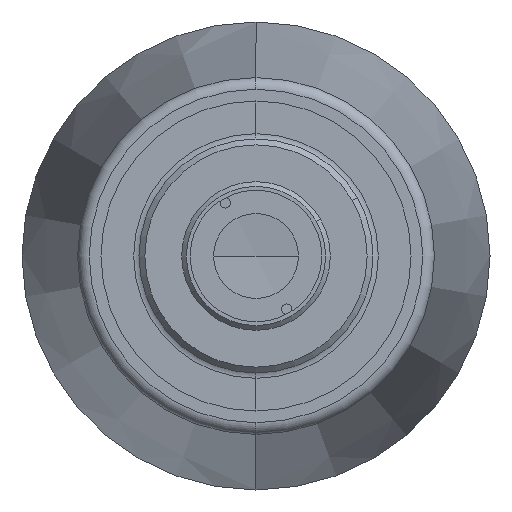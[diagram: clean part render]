
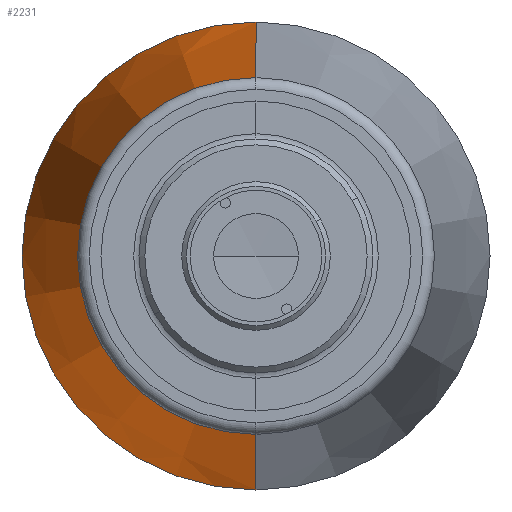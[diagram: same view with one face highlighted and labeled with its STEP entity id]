
A CAD part, left-side view. The second image highlights one B-rep face of the part: STEP entity #2231.
In plain terms, the highlighted conical face has half-angle 8.65 degrees and reference radius 25.985 mm.
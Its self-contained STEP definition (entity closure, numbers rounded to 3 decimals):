
#2192 = EDGE_CURVE ( 'NONE', #2334, #2207, #3721, .T. ) ;
#2207 = VERTEX_POINT ( 'NONE', #3857 ) ;
#2230 = VERTEX_POINT ( 'NONE', #3920 ) ;
#2231 = ADVANCED_FACE ( 'NONE', ( #4008 ), #3924, .T. ) ;
#2233 = ORIENTED_EDGE ( 'NONE', *, *, #2238, .F. ) ;
#2234 = ORIENTED_EDGE ( 'NONE', *, *, #2258, .T. ) ;
#2235 = EDGE_CURVE ( 'NONE', #2246, #2230, #4060, .T. ) ;
#2237 = ORIENTED_EDGE ( 'NONE', *, *, #2235, .F. ) ;
#2238 = EDGE_CURVE ( 'NONE', #2334, #2246, #4054, .T. ) ;
#2243 = ORIENTED_EDGE ( 'NONE', *, *, #2192, .T. ) ;
#2246 = VERTEX_POINT ( 'NONE', #3905 ) ;
#2258 = EDGE_CURVE ( 'NONE', #2207, #2230, #3955, .T. ) ;
#2334 = VERTEX_POINT ( 'NONE', #4282 ) ;
#2391 = EDGE_LOOP ( 'NONE', ( #2243, #2234, #2237, #2233 ) ) ;
#3706 = DIRECTION ( 'NONE',  ( 0., 0., -1. ) ) ;
#3707 = DIRECTION ( 'NONE',  ( 1., 0., 0. ) ) ;
#3721 = CIRCLE ( 'NONE', #3736, 25.985 ) ;
#3736 = AXIS2_PLACEMENT_3D ( 'NONE', #3801, #3707, #3706 ) ;
#3801 = CARTESIAN_POINT ( 'NONE',  ( 122.176, 0., 0. ) ) ;
#3857 = CARTESIAN_POINT ( 'NONE',  ( 122.176, 0., 25.985 ) ) ;
#3905 = CARTESIAN_POINT ( 'NONE',  ( 214.306, 0., -40. ) ) ;
#3920 = CARTESIAN_POINT ( 'NONE',  ( 214.306, 0., 40. ) ) ;
#3924 = CONICAL_SURFACE ( 'NONE', #3926, 25.985, 0.151 ) ;
#3926 = AXIS2_PLACEMENT_3D ( 'NONE', #3995, #3997, #4014 ) ;
#3952 = DIRECTION ( 'NONE',  ( 0.989, 0., 0.15 ) ) ;
#3953 = VECTOR ( 'NONE', #3952, 1000. ) ;
#3954 = CARTESIAN_POINT ( 'NONE',  ( 122.176, 0., 25.985 ) ) ;
#3955 = LINE ( 'NONE', #3954, #3953 ) ;
#3995 = CARTESIAN_POINT ( 'NONE',  ( 122.176, 0., 0. ) ) ;
#3997 = DIRECTION ( 'NONE',  ( 1., 0., 0. ) ) ;
#4008 = FACE_OUTER_BOUND ( 'NONE', #2391, .T. ) ;
#4014 = DIRECTION ( 'NONE',  ( 0., 0., -1. ) ) ;
#4051 = DIRECTION ( 'NONE',  ( 0.989, 0., -0.15 ) ) ;
#4052 = VECTOR ( 'NONE', #4051, 1000. ) ;
#4053 = CARTESIAN_POINT ( 'NONE',  ( 122.176, 0., -25.985 ) ) ;
#4054 = LINE ( 'NONE', #4053, #4052 ) ;
#4056 = DIRECTION ( 'NONE',  ( 0., 0., -1. ) ) ;
#4057 = DIRECTION ( 'NONE',  ( 1., 0., 0. ) ) ;
#4058 = CARTESIAN_POINT ( 'NONE',  ( 214.306, 0., 0. ) ) ;
#4059 = AXIS2_PLACEMENT_3D ( 'NONE', #4058, #4057, #4056 ) ;
#4060 = CIRCLE ( 'NONE', #4059, 40. ) ;
#4282 = CARTESIAN_POINT ( 'NONE',  ( 122.176, 0., -25.985 ) ) ;
